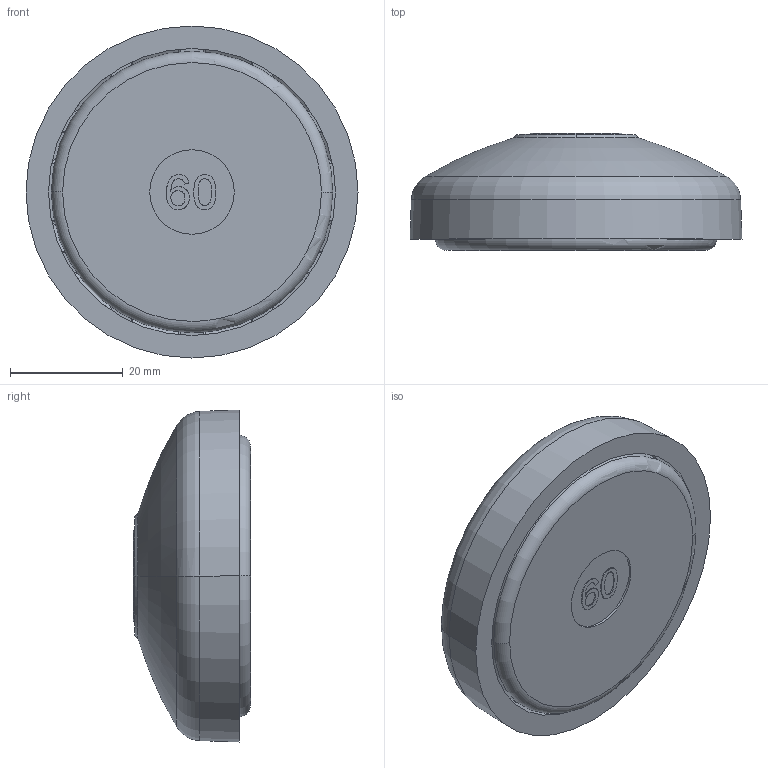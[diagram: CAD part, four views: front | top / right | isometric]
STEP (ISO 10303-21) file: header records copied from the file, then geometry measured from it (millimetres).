
FILE_DESCRIPTION (( 'STEP AP214' ), '1' );
FILE_NAME ('7410140', '2019-01-30T09:25:36', ( '' ), ('JUGARD+KÜNSTNER GmbH'), 'SwSTEP 2.0', 'SolidWorks 2017', '' );
FILE_SCHEMA (( 'AUTOMOTIVE_DESIGN' ));
Length unit declared in the file: millimetre
Products named in the file (4): 7410140; Part1; Part2; Part3
Assembly tree (3 placements, depth 2):
  7410140
    Part1
    Part2
    Part3
Bounding box: 59 x 20.8 x 59 mm (x, y, z)
Volume: 37977.8 mm3; surface area: 16097.7 mm2
Topology: 3 solids, 3 shells, 238 faces, 578 edges, 356 vertices
Faces by surface type: bspline 73, cylinder 68, plane 38, torus 32, cone 26, sphere 1
Entity records: 13184 total; most frequent: CARTESIAN_POINT 5269, ORIENTED_EDGE 1144, DIRECTION 1004, EDGE_CURVE 572, AXIS2_PLACEMENT_3D 433, VERTEX_POINT 352, CIRCLE 262, EDGE_LOOP 254
